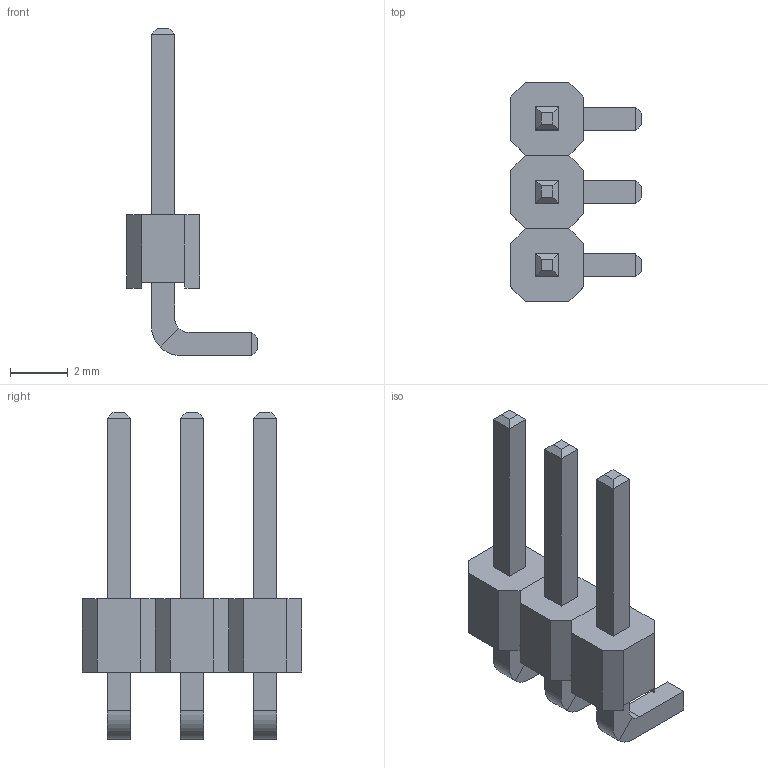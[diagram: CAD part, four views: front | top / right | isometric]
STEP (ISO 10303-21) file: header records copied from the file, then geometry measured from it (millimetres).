
FILE_DESCRIPTION(('FreeCAD Model'),'2;1');
FILE_NAME('1x03_90.stp','2015-04-12T11:25:48',( 'FreeCAD'),('FreeCAD'),'Open CASCADE STEP processor 6.7','FreeCAD', 'Unknown');
FILE_SCHEMA(('AUTOMOTIVE_DESIGN_CC2 { 1 2 10303 214 -1 1 5 4 }'));
Length unit declared in the file: millimetre
Products named in the file (2): Array001; Array
Bounding box: 4.54 x 7.62 x 11.34 mm (x, y, z)
Volume: 64.8 mm3; surface area: 258.6 mm2
Topology: 6 solids, 6 shells, 114 faces, 270 edges, 168 vertices
Faces by surface type: plane 108, cylinder 6
Entity records: 6786 total; most frequent: CARTESIAN_POINT 1195, DIRECTION 1022, LINE 732, VECTOR 732, ORIENTED_EDGE 540, PCURVE 540, DEFINITIONAL_REPRESENTATION 540, EDGE_CURVE 270
